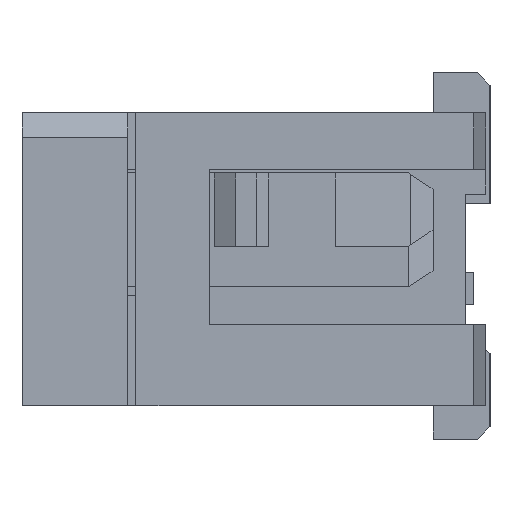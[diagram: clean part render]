
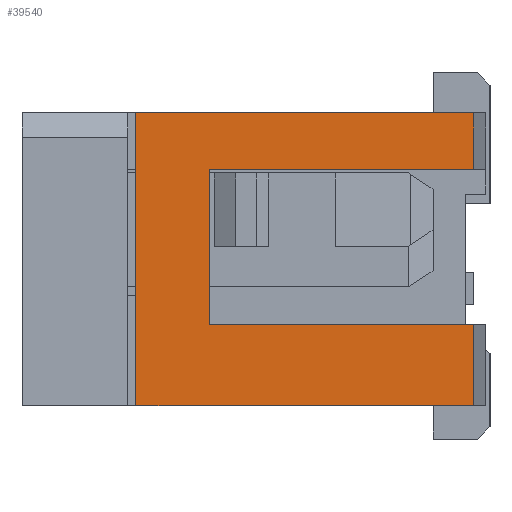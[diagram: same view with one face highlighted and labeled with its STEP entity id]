
A CAD part, left-side view. The second image highlights one B-rep face of the part: STEP entity #39540.
In plain terms, the highlighted planar face has unit normal (-1, 0, 0).
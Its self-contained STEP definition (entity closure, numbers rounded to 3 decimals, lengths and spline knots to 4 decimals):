
#1=DIRECTION('',(0.,0.,-1.));
#2=VECTOR('',#1,3.6);
#3=CARTESIAN_POINT('',(-17.425,4.3,1.8));
#4=LINE('',#3,#2);
#5=DIRECTION('',(0.,-1.,0.));
#6=VECTOR('',#5,4.15);
#7=CARTESIAN_POINT('',(-17.425,4.3,1.8));
#8=LINE('',#7,#6);
#9=DIRECTION('',(0.,0.,-1.));
#10=VECTOR('',#9,0.7);
#11=CARTESIAN_POINT('',(-17.425,0.15,1.8));
#12=LINE('',#11,#10);
#13=DIRECTION('',(0.,1.,0.));
#14=VECTOR('',#13,3.25);
#15=CARTESIAN_POINT('',(-17.425,0.15,1.1));
#16=LINE('',#15,#14);
#17=DIRECTION('',(0.,0.,-1.));
#18=VECTOR('',#17,1.9);
#19=CARTESIAN_POINT('',(-17.425,3.4,1.1));
#20=LINE('',#19,#18);
#21=DIRECTION('',(0.,0.,-1.));
#22=VECTOR('',#21,1.);
#23=CARTESIAN_POINT('',(-17.425,0.15,-0.8));
#24=LINE('',#23,#22);
#25=DIRECTION('',(0.,1.,0.));
#26=VECTOR('',#25,4.15);
#27=CARTESIAN_POINT('',(-17.425,0.15,-1.8));
#28=LINE('',#27,#26);
#11920=DIRECTION('',(0.,1.,0.));
#11921=VECTOR('',#11920,3.25);
#11922=CARTESIAN_POINT('',(-17.425,0.15,-0.8));
#11923=LINE('',#11922,#11921);
#29789=CARTESIAN_POINT('',(-17.425,4.3,1.8));
#29790=CARTESIAN_POINT('',(-17.425,4.3,-1.8));
#29791=VERTEX_POINT('',#29789);
#29792=VERTEX_POINT('',#29790);
#29801=CARTESIAN_POINT('',(-17.425,0.15,1.8));
#29802=VERTEX_POINT('',#29801);
#29817=CARTESIAN_POINT('',(-17.425,0.15,-1.8));
#29818=VERTEX_POINT('',#29817);
#29943=CARTESIAN_POINT('',(-17.425,0.15,1.1));
#29944=VERTEX_POINT('',#29943);
#29945=CARTESIAN_POINT('',(-17.425,0.15,-0.8));
#29946=VERTEX_POINT('',#29945);
#30099=CARTESIAN_POINT('',(-17.425,3.4,1.1));
#30100=CARTESIAN_POINT('',(-17.425,3.4,-0.8));
#30101=VERTEX_POINT('',#30099);
#30102=VERTEX_POINT('',#30100);
#39517=CARTESIAN_POINT('',(-17.425,0.,0.));
#39518=DIRECTION('',(1.,0.,0.));
#39519=DIRECTION('',(0.,-1.,0.));
#39520=AXIS2_PLACEMENT_3D('',#39517,#39518,#39519);
#39521=PLANE('',#39520);
#39523=ORIENTED_EDGE('',*,*,#39522,.F.);
#39525=ORIENTED_EDGE('',*,*,#39524,.T.);
#39527=ORIENTED_EDGE('',*,*,#39526,.T.);
#39529=ORIENTED_EDGE('',*,*,#39528,.T.);
#39531=ORIENTED_EDGE('',*,*,#39530,.T.);
#39533=ORIENTED_EDGE('',*,*,#39532,.F.);
#39535=ORIENTED_EDGE('',*,*,#39534,.T.);
#39537=ORIENTED_EDGE('',*,*,#39536,.T.);
#39538=EDGE_LOOP('',(#39523,#39525,#39527,#39529,#39531,#39533,#39535,#39537));
#39539=FACE_OUTER_BOUND('',#39538,.F.);
#39540=ADVANCED_FACE('',(#39539),#39521,.F.);
#39522=EDGE_CURVE('',#29791,#29792,#4,.T.);
#39524=EDGE_CURVE('',#29791,#29802,#8,.T.);
#39526=EDGE_CURVE('',#29802,#29944,#12,.T.);
#39528=EDGE_CURVE('',#29944,#30101,#16,.T.);
#39530=EDGE_CURVE('',#30101,#30102,#20,.T.);
#39532=EDGE_CURVE('',#29946,#30102,#11923,.T.);
#39534=EDGE_CURVE('',#29946,#29818,#24,.T.);
#39536=EDGE_CURVE('',#29818,#29792,#28,.T.);
